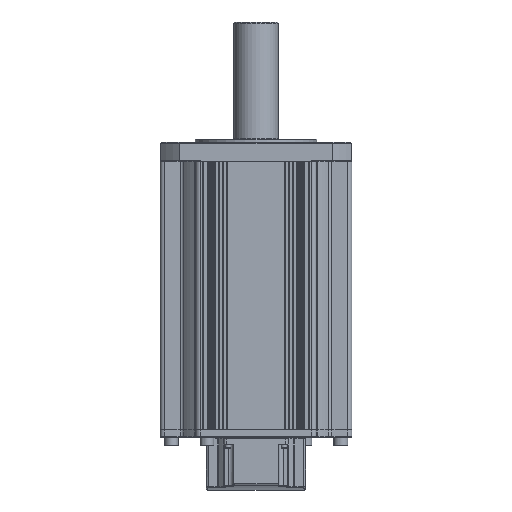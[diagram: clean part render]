
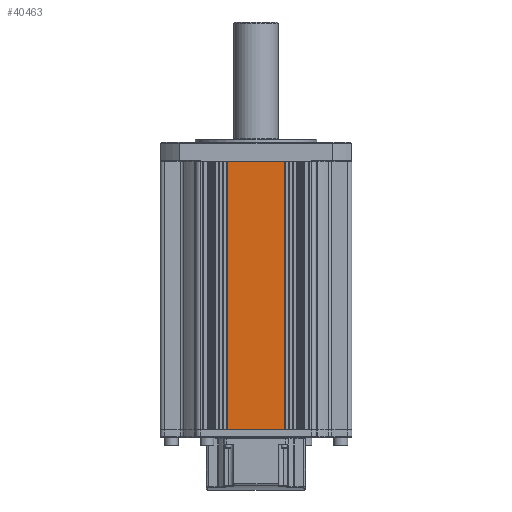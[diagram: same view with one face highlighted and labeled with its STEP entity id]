
A CAD part, front view. The second image highlights one B-rep face of the part: STEP entity #40463.
In plain terms, the highlighted planar face has unit normal (0, -1, 0).
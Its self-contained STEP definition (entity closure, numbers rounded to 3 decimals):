
#2459 = VERTEX_POINT ( 'NONE', #115025 ) ;
#2503 = VERTEX_POINT ( 'NONE', #115080 ) ;
#14181 = EDGE_CURVE ( 'NONE', #2503, #2459, #93131, .T. ) ;
#15134 = VERTEX_POINT ( 'NONE', #89044 ) ;
#15165 = EDGE_CURVE ( 'NONE', #2503, #15267, #87493, .T. ) ;
#15196 = EDGE_CURVE ( 'NONE', #2459, #15134, #87601, .T. ) ;
#15203 = EDGE_CURVE ( 'NONE', #15267, #15134, #87586, .T. ) ;
#15267 = VERTEX_POINT ( 'NONE', #87814 ) ;
#28324 = AXIS2_PLACEMENT_3D ( 'NONE', #71785, #71758, #71779 ) ;
#31362 = EDGE_LOOP ( 'NONE', ( #46943, #46891, #46896, #46968 ) ) ;
#40463 = ADVANCED_FACE ( 'NONE', ( #71716 ), #71690, .F. ) ;
#46891 = ORIENTED_EDGE ( 'NONE', *, *, #15196, .F. ) ;
#46896 = ORIENTED_EDGE ( 'NONE', *, *, #14181, .F. ) ;
#46943 = ORIENTED_EDGE ( 'NONE', *, *, #15203, .T. ) ;
#46968 = ORIENTED_EDGE ( 'NONE', *, *, #15165, .T. ) ;
#62657 = VECTOR ( 'NONE', #87562, 1000. ) ;
#62664 = VECTOR ( 'NONE', #87680, 1000. ) ;
#62717 = VECTOR ( 'NONE', #87518, 1000. ) ;
#71690 = PLANE ( 'NONE',  #28324 ) ;
#71716 = FACE_OUTER_BOUND ( 'NONE', #31362, .T. ) ;
#71758 = DIRECTION ( 'NONE',  ( 0., 1., 0. ) ) ;
#71779 = DIRECTION ( 'NONE',  ( -1., 0., 0. ) ) ;
#71785 = CARTESIAN_POINT ( 'NONE',  ( 26.5, -90., 0. ) ) ;
#87493 = LINE ( 'NONE', #87535, #62717 ) ;
#87518 = DIRECTION ( 'NONE',  ( 0., 0., -1. ) ) ;
#87535 = CARTESIAN_POINT ( 'NONE',  ( -26.5, -90., 0. ) ) ;
#87558 = CARTESIAN_POINT ( 'NONE',  ( 26.5, -90., 0. ) ) ;
#87562 = DIRECTION ( 'NONE',  ( 0., 0., -1. ) ) ;
#87586 = LINE ( 'NONE', #87613, #62664 ) ;
#87601 = LINE ( 'NONE', #87558, #62657 ) ;
#87613 = CARTESIAN_POINT ( 'NONE',  ( 26.5, -90., -252. ) ) ;
#87680 = DIRECTION ( 'NONE',  ( 1., 0., 0. ) ) ;
#87814 = CARTESIAN_POINT ( 'NONE',  ( -26.5, -90., -252. ) ) ;
#89044 = CARTESIAN_POINT ( 'NONE',  ( 26.5, -90., -252. ) ) ;
#91347 = VECTOR ( 'NONE', #93128, 1000. ) ;
#93128 = DIRECTION ( 'NONE',  ( 1., 0., 0. ) ) ;
#93131 = LINE ( 'NONE', #93143, #91347 ) ;
#93143 = CARTESIAN_POINT ( 'NONE',  ( 0., -90., 0. ) ) ;
#115025 = CARTESIAN_POINT ( 'NONE',  ( 26.5, -90., 0. ) ) ;
#115080 = CARTESIAN_POINT ( 'NONE',  ( -26.5, -90., 0. ) ) ;
